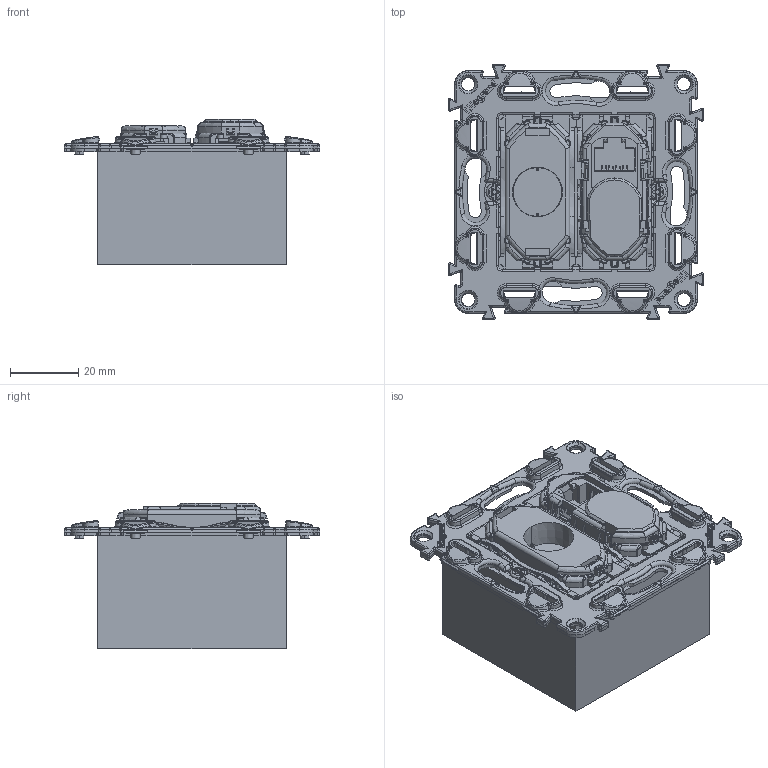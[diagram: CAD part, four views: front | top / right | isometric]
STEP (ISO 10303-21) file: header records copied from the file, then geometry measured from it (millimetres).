
FILE_DESCRIPTION(('CATIA V5 STEP Exchange','CAx-IF Rec.Pracs.--- Model Styling and Organization---1.4--- 2014-01-23'),'2;1');
FILE_NAME('753055_AllCATPart.stp','2020-02-13T10:37:19+00:00',('none'),('none'),'CATIA Version 5-6 Release 2017 SP3','CATIA V5 STEP AP214','none');
FILE_SCHEMA(('AUTOMOTIVE_DESIGN { 1 0 10303 214 1 1 1 1 }'));
Products named in the file (1): 753055_AllCATPart
Bounding box: 74.7 x 74.7 x 42.35 mm (x, y, z)
Volume: 110270.9 mm3; surface area: 29426.6 mm2
Topology: 1 solids, 16 shells, 7337 faces, 21052 edges, 13650 vertices
Faces by surface type: plane 5106, cylinder 963, bspline 699, cone 267, torus 228, sphere 62, extrusion 12
Entity records: 267599 total; most frequent: CARTESIAN_POINT 88035, ORIENTED_EDGE 41900, DIRECTION 27223, EDGE_CURVE 20950, VECTOR 14387, LINE 14375, VERTEX_POINT 13650, EDGE_LOOP 7510
